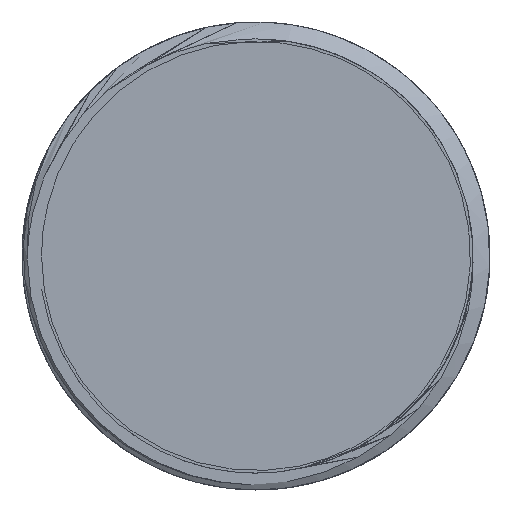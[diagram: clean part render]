
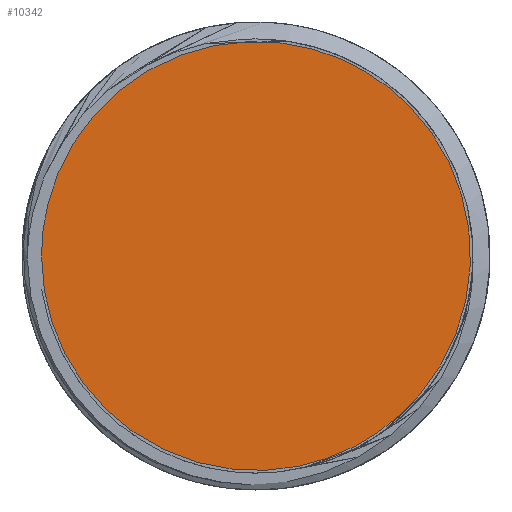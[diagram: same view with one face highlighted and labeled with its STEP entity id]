
A CAD part, front view. The second image highlights one B-rep face of the part: STEP entity #10342.
In plain terms, the highlighted free-form (B-spline) face has degree [1, 1] with [2, 2] control points.
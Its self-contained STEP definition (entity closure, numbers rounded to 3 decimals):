
#10313=CARTESIAN_POINT('',(-8.25,22.4,0.));
#10314=VERTEX_POINT('',#10313);
#10320=CARTESIAN_POINT('',(-8.25,22.4,0.));
#10321=CARTESIAN_POINT('',(-8.25,22.4,-14.289));
#10322=CARTESIAN_POINT('',(4.125,22.4,-7.145));
#10323=CARTESIAN_POINT('',(16.5,22.4,0.));
#10324=CARTESIAN_POINT('',(4.125,22.4,7.145));
#10325=CARTESIAN_POINT('',(-8.25,22.4,14.289));
#10326=CARTESIAN_POINT('',(-8.25,22.4,0.));
#10327=(BOUNDED_CURVE()B_SPLINE_CURVE(2,(#10320,#10321,#10322,#10323,#10324,#10325,#10326),.CIRCULAR_ARC.,.T.,.U.)B_SPLINE_CURVE_WITH_KNOTS((3,2,2,3),(0.,0.333,0.667,1.),.UNSPECIFIED.)CURVE()GEOMETRIC_REPRESENTATION_ITEM()RATIONAL_B_SPLINE_CURVE((1.,0.5,1.,0.5,1.,0.5,1.))REPRESENTATION_ITEM(''));
#10328=EDGE_CURVE('',#10314,#10314,#10327,.T.);
#10334=CARTESIAN_POINT('',(17.929,22.4,15.718));
#10335=CARTESIAN_POINT('',(17.929,22.4,-15.718));
#10336=CARTESIAN_POINT('',(-13.508,22.4,15.718));
#10337=CARTESIAN_POINT('',(-13.508,22.4,-15.718));
#10338=B_SPLINE_SURFACE_WITH_KNOTS('',1,1,((#10334,#10335),(#10336,#10337)),.PLANE_SURF.,.F.,.F.,.U.,(2,2),(2,2),(0.,1.),(0.,1.),.UNSPECIFIED.);
#10339=ORIENTED_EDGE('',*,*,#10328,.T.);
#10340=EDGE_LOOP('',(#10339));
#10341=FACE_OUTER_BOUND('',#10340,.T.);
#10342=ADVANCED_FACE('',(#10341),#10338,.T.);
